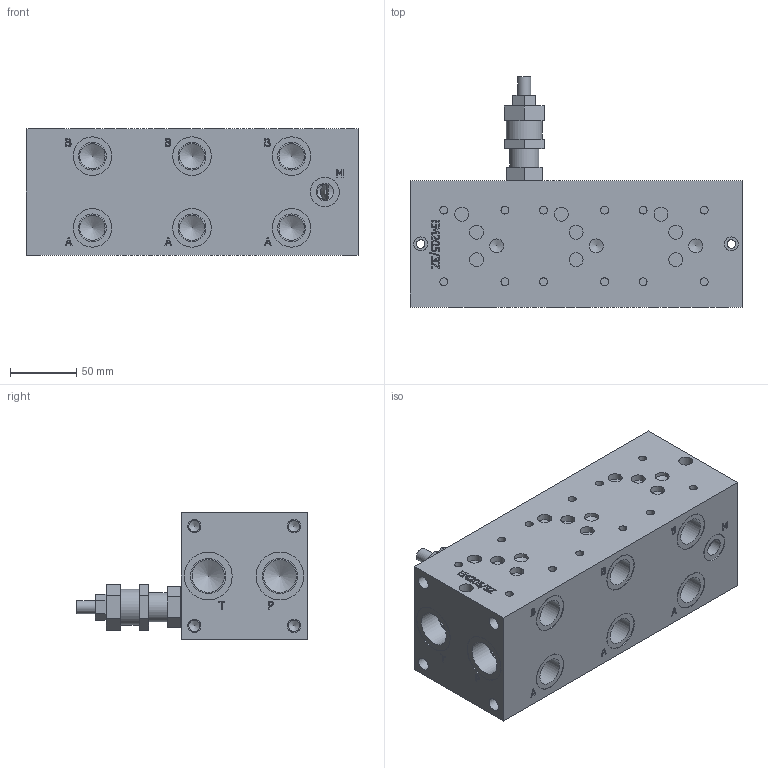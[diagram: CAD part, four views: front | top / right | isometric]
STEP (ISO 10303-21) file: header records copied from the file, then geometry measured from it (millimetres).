
FILE_DESCRIPTION(/* description */ (''),/* implementation_level */ '2;1');
FILE_NAME(/* name */ 'em205_3z.stp',/* time_stamp */ '2016-05-10T15:57:13+02:00',/* author */ ('Lemoine2'),/* organization */ (''),/* preprocessor_version */ 'ST-DEVELOPER v16.1',/* originating_system */ 'Autodesk Inventor 2016',/* authorisation */ '');
FILE_SCHEMA (('AUTOMOTIVE_DESIGN { 1 0 10303 214 3 1 1 }'));
Length unit declared in the file: millimetre
Products named in the file (1): em205_3z
Bounding box: 250 x 173.5 x 95 mm (x, y, z)
Volume: 2156615.2 mm3; surface area: 147214.7 mm2
Topology: 2 solids, 2 shells, 495 faces, 1220 edges, 817 vertices
Faces by surface type: plane 289, bspline 113, cylinder 75, cone 18
Full cylindrical faces by diameter (mm): 6 x12, 6.5 x2, 8.5 x4, 10 x5, 10.5 x14, 13.2 x1, 19 x6, 20.955 x6, 22 x2, 24.5 x4, 26 x2, 26.441 x4, 27 x1, 29 x6, 32 x1, 36 x4
Entity records: 14384 total; most frequent: CARTESIAN_POINT 3880, ORIENTED_EDGE 2170, DIRECTION 1767, EDGE_CURVE 1085, VERTEX_POINT 772, LINE 701, VECTOR 701, EDGE_LOOP 679
